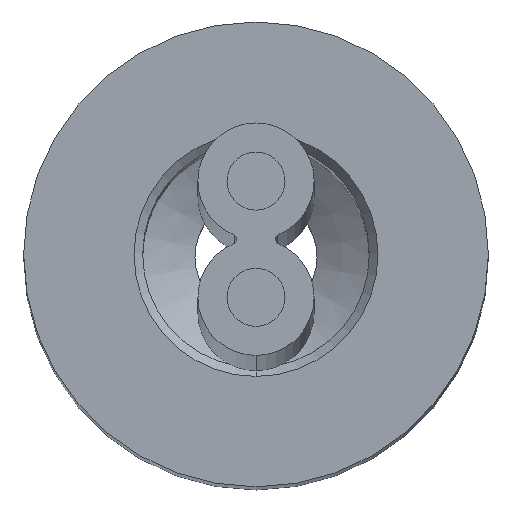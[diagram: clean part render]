
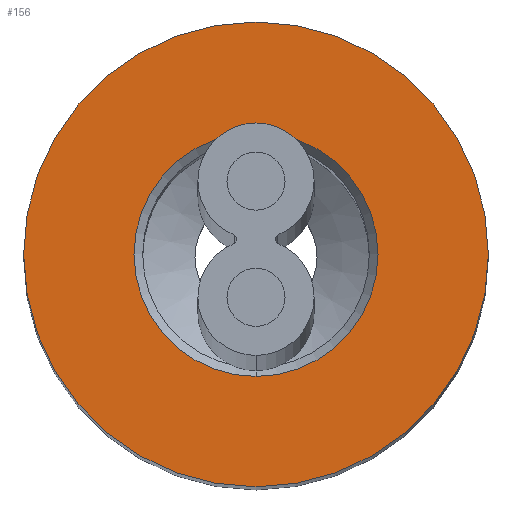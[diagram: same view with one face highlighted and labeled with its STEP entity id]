
A CAD part, top view. The second image highlights one B-rep face of the part: STEP entity #156.
In plain terms, the highlighted planar face has unit normal (0, 0, 1).
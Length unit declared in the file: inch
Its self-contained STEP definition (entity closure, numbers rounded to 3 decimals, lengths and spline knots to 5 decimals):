
#1=CARTESIAN_POINT('',(0.,0.,0.30018));
#2=DIRECTION('',(0.,0.,1.));
#3=DIRECTION('',(0.,1.,0.));
#4=AXIS2_PLACEMENT_3D('',#1,#2,#3);
#6=CARTESIAN_POINT('',(0.,0.,0.30018));
#7=DIRECTION('',(0.,0.,-1.));
#8=DIRECTION('',(0.,1.,0.));
#9=AXIS2_PLACEMENT_3D('',#6,#7,#8);
#97=CARTESIAN_POINT('',(0.,0.,0.30018));
#98=DIRECTION('',(0.,0.,-1.));
#99=DIRECTION('',(0.,1.,0.));
#100=AXIS2_PLACEMENT_3D('',#97,#98,#99);
#106=CARTESIAN_POINT('',(0.,0.,0.30018));
#107=DIRECTION('',(0.,0.,1.));
#108=DIRECTION('',(0.,1.,0.));
#109=AXIS2_PLACEMENT_3D('',#106,#107,#108);
#120=CARTESIAN_POINT('',(0.,0.08,0.30018));
#122=VERTEX_POINT('',#120);
#132=CARTESIAN_POINT('',(0.,-0.08,0.30018));
#134=VERTEX_POINT('',#132);
#135=CARTESIAN_POINT('',(0.,0.042,0.30018));
#136=VERTEX_POINT('',#135);
#137=CARTESIAN_POINT('',(0.,-0.042,0.30018));
#138=VERTEX_POINT('',#137);
#139=CARTESIAN_POINT('',(0.,0.,0.30018));
#140=DIRECTION('',(0.,0.,1.));
#141=DIRECTION('',(0.,1.,0.));
#142=AXIS2_PLACEMENT_3D('',#139,#140,#141);
#143=PLANE('',#142);
#145=ORIENTED_EDGE('',*,*,#144,.F.);
#147=ORIENTED_EDGE('',*,*,#146,.T.);
#148=EDGE_LOOP('',(#145,#147));
#149=FACE_OUTER_BOUND('',#148,.F.);
#151=ORIENTED_EDGE('',*,*,#150,.F.);
#153=ORIENTED_EDGE('',*,*,#152,.T.);
#154=EDGE_LOOP('',(#151,#153));
#155=FACE_BOUND('',#154,.F.);
#156=ADVANCED_FACE('',(#149,#155),#143,.T.);
#5=CIRCLE('',#4,0.08);
#10=CIRCLE('',#9,0.08);
#101=CIRCLE('',#100,0.042);
#110=CIRCLE('',#109,0.042);
#144=EDGE_CURVE('',#122,#134,#5,.T.);
#146=EDGE_CURVE('',#122,#134,#10,.T.);
#150=EDGE_CURVE('',#136,#138,#101,.T.);
#152=EDGE_CURVE('',#136,#138,#110,.T.);
